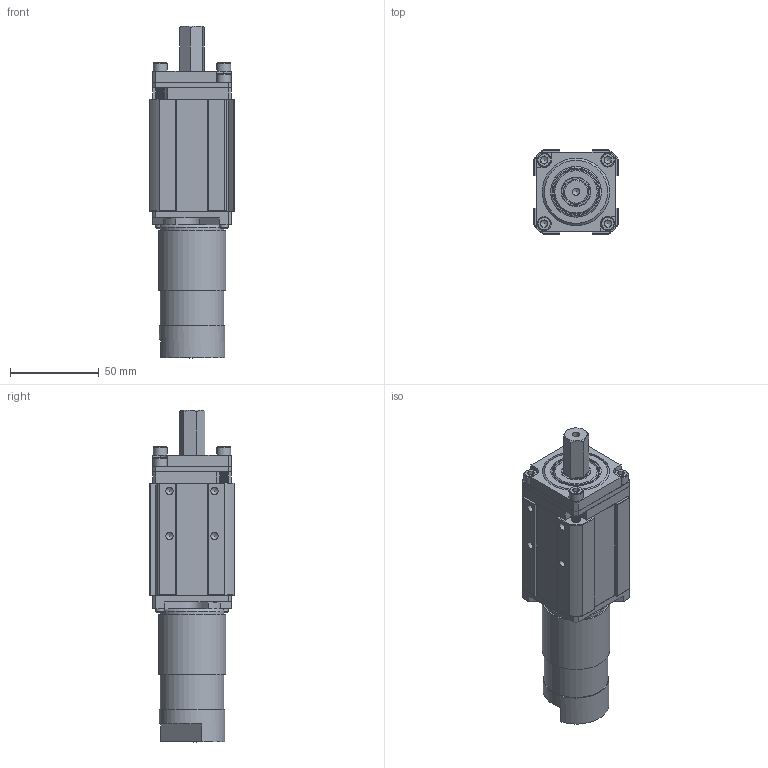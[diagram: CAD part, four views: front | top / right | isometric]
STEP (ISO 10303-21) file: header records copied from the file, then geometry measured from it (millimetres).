
FILE_DESCRIPTION (( 'STEP AP214' ), '1' );
FILE_NAME ('am-4252 12V 192to1 Gearmotor with 500hex Output .STEP', '2020-03-31T22:41:38', ( '' ), ( '' ), 'SwSTEP 2.0', 'SolidWorks 2019', '' );
FILE_SCHEMA (( 'AUTOMOTIVE_DESIGN' ));
Length unit declared in the file: inch
Products named in the file (23): am-3787 - Sport Face Mount; Thrust washer - 775 Sport; 10-32x1000_shcs_HX-SHCS 0.19-32x1.375x1-C; 16T Short Planet Gear; 16T Sun Gear; Output Block; am-XXXX - 4_1 Stage; am-XXXX - 57 Sport 500 Hex Output Plug; am-3104 NeveRest Motor; am-3765 - 57 Sport Motor Block; SHCS 10-32 x 3.25_HX-SHCS 0.19-32x3.25x0.875-C; 4_1 Output Stage; 16T Planet Gear; retaining Ring 0500 - Mcm 98410A122_98410A122; am-XXXX - 57 Sport 3 Stage Ring Gear Housing; am-3783 - RS-500 Motor Pinion Gear; 4_1 Output Stage Carrier Plate; am-4252 12V 192to1 Gearmotor with 500hex Output ; am-XXXX - 57 Sport Stage Carrier Plate; am-XXXX - 57 Sport 500 Hex Shaft; R8ZZ Bearing
Assembly tree (44 placements, depth 3):
  am-4252 12V 192to1 Gearmotor with 500hex Output 
    am-XXXX - 57 Sport 500 Hex Output Plug
      am-XXXX - 57 Sport 500 Hex Shaft
      Output Block
      retaining Ring 0500 - Mcm 98410A122_98410A122
      R8ZZ Bearing  x2
    am-XXXX - 57 Sport 3 Stage Ring Gear Housing
    Thrust washer - 775 Sport
    am-3765 - 57 Sport Motor Block
    4_1 Output Stage
      4_1 Output Stage Carrier Plate
      16T Short Planet Gear  x4
    am-XXXX - 4_1 Stage
      am-XXXX - 57 Sport Stage Carrier Plate
      16T Sun Gear
      16T Planet Gear  x4
    am-XXXX - 4_1 Stage
      am-XXXX - 57 Sport Stage Carrier Plate
      16T Sun Gear
      16T Planet Gear  x4
    am-XXXX - 4_1 Stage
      am-XXXX - 57 Sport Stage Carrier Plate
      16T Sun Gear
      16T Planet Gear  x4
    am-3787 - Sport Face Mount  x2
    am-3104 NeveRest Motor
    am-3783 - RS-500 Motor Pinion Gear
    10-32x1000_shcs_HX-SHCS 0.19-32x1.375x1-C  x2
    SHCS 10-32 x 3.25_HX-SHCS 0.19-32x3.25x0.875-C  x2
Bounding box: 47.62 x 47.62 x 187.33 mm (x, y, z)
Volume: 227869.6 mm3; surface area: 99320 mm2
Topology: 39 solids, 39 shells, 2688 faces, 7308 edges, 4778 vertices
Faces by surface type: cylinder 1894, plane 428, cone 192, bspline 130, torus 44
Full cylindrical faces by diameter (mm): 1.194 x2, 1.587 x2, 2.5 x2, 3.175 x1, 3.2 x3, 4 x26, 4.001 x6, 4.039 x16, 4.5 x2, 4.826 x66, 5.105 x8, 6.248 x2, 7.849 x2, 7.937 x4, 8 x1, 8.65 x1, 11.887 x1, 12.675 x2, 12.7 x2, 13 x1, 14.275 x1, 17.551 x1, 19 x1, 25.324 x1, 28.575 x4, 30.988 x1, 31 x1, 31.115 x3, 36 x2, 36.83 x1
Entity records: 54870 total; most frequent: CARTESIAN_POINT 15052, DIRECTION 6482, ORIENTED_EDGE 6222, EDGE_CURVE 3111, AXIS2_PLACEMENT_3D 2559, VERTEX_POINT 2161, EDGE_LOOP 1630, FACE_OUTER_BOUND 1410
